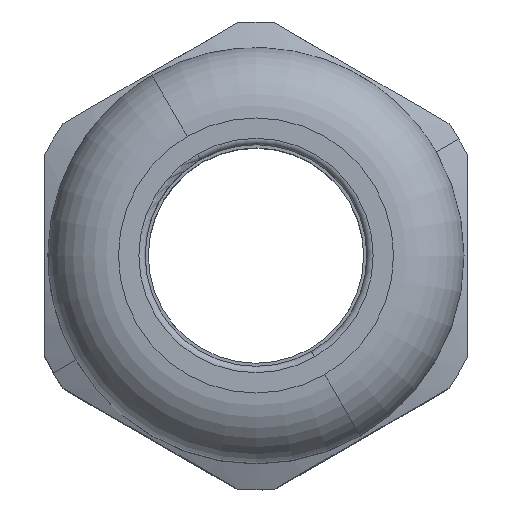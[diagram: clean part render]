
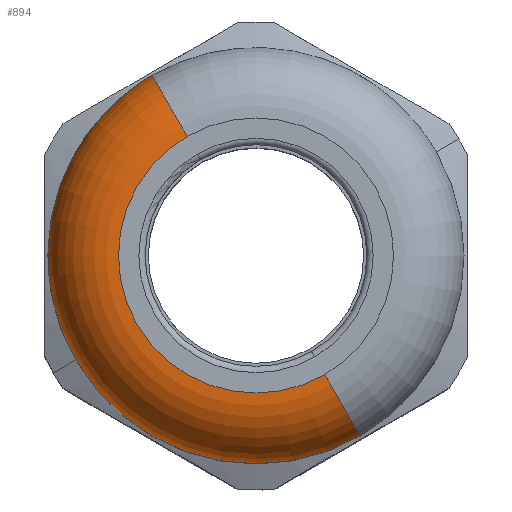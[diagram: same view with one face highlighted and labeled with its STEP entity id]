
A CAD part, top view. The second image highlights one B-rep face of the part: STEP entity #894.
In plain terms, the highlighted toroidal (fillet/blend) face has major radius 6.515 mm and minor radius 3.34 mm.
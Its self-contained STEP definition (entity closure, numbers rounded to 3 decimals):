
#787=AXIS2_PLACEMENT_3D('Circle Axis2P3D',#785,#786,$) ;
#836=AXIS2_PLACEMENT_3D('Circle Axis2P3D',#834,#835,$) ;
#843=AXIS2_PLACEMENT_3D('Circle Axis2P3D',#841,#842,$) ;
#872=AXIS2_PLACEMENT_3D('Torus Axis2P3D',#869,#870,#871) ;
#876=AXIS2_PLACEMENT_3D('Circle Axis2P3D',#874,#875,$) ;
#883=AXIS2_PLACEMENT_3D('Circle Axis2P3D',#881,#882,$) ;
#768=CARTESIAN_POINT('Vertex',(1.465,6.158,35.04)) ;
#782=CARTESIAN_POINT('Vertex',(14.928,2.55,35.04)) ;
#785=CARTESIAN_POINT('Axis2P3D Location',(10.,11.085,35.04)) ;
#804=CARTESIAN_POINT('Control Point',(1.465,6.158,35.04)) ;
#805=CARTESIAN_POINT('Control Point',(-0.083,8.839,35.04)) ;
#806=CARTESIAN_POINT('Control Point',(-0.582,12.129,35.04)) ;
#807=CARTESIAN_POINT('Control Point',(0.314,15.472,35.04)) ;
#808=CARTESIAN_POINT('Control Point',(2.391,18.072,35.04)) ;
#809=CARTESIAN_POINT('Control Point',(5.073,19.62,35.04)) ;
#810=CARTESIAN_POINT('Vertex',(5.073,19.62,35.04)) ;
#834=CARTESIAN_POINT('Axis2P3D Location',(13.258,5.443,35.04)) ;
#838=CARTESIAN_POINT('Vertex',(13.258,5.443,38.38)) ;
#841=CARTESIAN_POINT('Axis2P3D Location',(6.743,16.727,35.04)) ;
#845=CARTESIAN_POINT('Vertex',(6.743,16.727,38.38)) ;
#869=CARTESIAN_POINT('Axis2P3D Location',(10.,11.085,35.04)) ;
#874=CARTESIAN_POINT('Axis2P3D Location',(10.,11.085,38.38)) ;
#878=CARTESIAN_POINT('Vertex',(4.358,7.828,38.38)) ;
#881=CARTESIAN_POINT('Axis2P3D Location',(10.,11.085,38.38)) ;
#786=DIRECTION('Axis2P3D Direction',(0.,0.,-1.)) ;
#835=DIRECTION('Axis2P3D Direction',(0.866,0.5,0.)) ;
#842=DIRECTION('Axis2P3D Direction',(-0.866,-0.5,0.)) ;
#870=DIRECTION('Axis2P3D Direction',(0.,0.,-1.)) ;
#871=DIRECTION('Axis2P3D XDirection',(0.5,-0.866,0.)) ;
#875=DIRECTION('Axis2P3D Direction',(0.,0.,-1.)) ;
#882=DIRECTION('Axis2P3D Direction',(0.,0.,-1.)) ;
#887=ORIENTED_EDGE('',*,*,#847,.F.) ;
#888=ORIENTED_EDGE('',*,*,#812,.F.) ;
#889=ORIENTED_EDGE('',*,*,#789,.F.) ;
#890=ORIENTED_EDGE('',*,*,#840,.F.) ;
#891=ORIENTED_EDGE('',*,*,#880,.T.) ;
#892=ORIENTED_EDGE('',*,*,#885,.T.) ;
#894=ADVANCED_FACE('63076_VG_M16_OT\\Volumenk\X2\00F6\X0\rper1',(#893),#873,.T.) ;
#803=B_SPLINE_CURVE_WITH_KNOTS('',5,(#804,#805,#806,#807,#808,#809),.UNSPECIFIED.,.F.,.U.,(6,6),(-15.48,0.),.UNSPECIFIED.) ;
#788=CIRCLE('generated circle',#787,9.855) ;
#837=CIRCLE('generated circle',#836,3.34) ;
#844=CIRCLE('generated circle',#843,3.34) ;
#877=CIRCLE('generated circle',#876,6.515) ;
#884=CIRCLE('generated circle',#883,6.515) ;
#873=TOROIDAL_SURFACE('homeo Torus',#872,6.515,3.34) ;
#789=EDGE_CURVE('',#783,#769,#788,.T.) ;
#812=EDGE_CURVE('',#769,#811,#803,.T.) ;
#840=EDGE_CURVE('',#839,#783,#837,.T.) ;
#847=EDGE_CURVE('',#811,#846,#844,.F.) ;
#880=EDGE_CURVE('',#839,#879,#877,.T.) ;
#885=EDGE_CURVE('',#879,#846,#884,.T.) ;
#886=EDGE_LOOP('',(#887,#888,#889,#890,#891,#892)) ;
#893=FACE_OUTER_BOUND('',#886,.T.) ;
#769=VERTEX_POINT('',#768) ;
#783=VERTEX_POINT('',#782) ;
#811=VERTEX_POINT('',#810) ;
#839=VERTEX_POINT('',#838) ;
#846=VERTEX_POINT('',#845) ;
#879=VERTEX_POINT('',#878) ;
